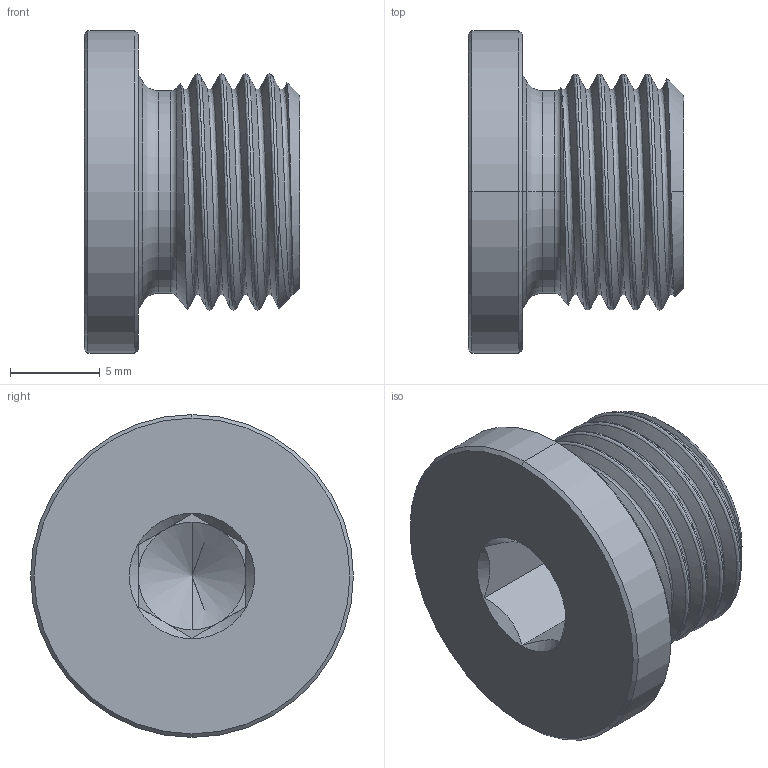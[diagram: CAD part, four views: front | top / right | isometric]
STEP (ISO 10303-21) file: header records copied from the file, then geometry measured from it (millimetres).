
FILE_DESCRIPTION (( 'STEP AP203' ), '1' );
FILE_NAME ('MS290MS14.step', '2016-05-11T20:29:17', ( '' ), ( '' ), 'SwSTEP 2.0', 'SolidWorks 2016', '' );
FILE_SCHEMA (( 'CONFIG_CONTROL_DESIGN' ));
Length unit declared in the file: millimetre
Products named in the file (2): MS290MS14
Bounding box: 12 x 18 x 18 mm (x, y, z)
Volume: 1551.4 mm3; surface area: 1302.4 mm2
Topology: 1 solids, 1 shells, 52 faces, 128 edges, 79 vertices
Faces by surface type: cone 16, plane 15, cylinder 12, bspline 5, torus 4
Entity records: 3926 total; most frequent: CARTESIAN_POINT 2656, ORIENTED_EDGE 250, DIRECTION 216, EDGE_CURVE 125, AXIS2_PLACEMENT_3D 86, VERTEX_POINT 77, EDGE_LOOP 54, ADVANCED_FACE 52
